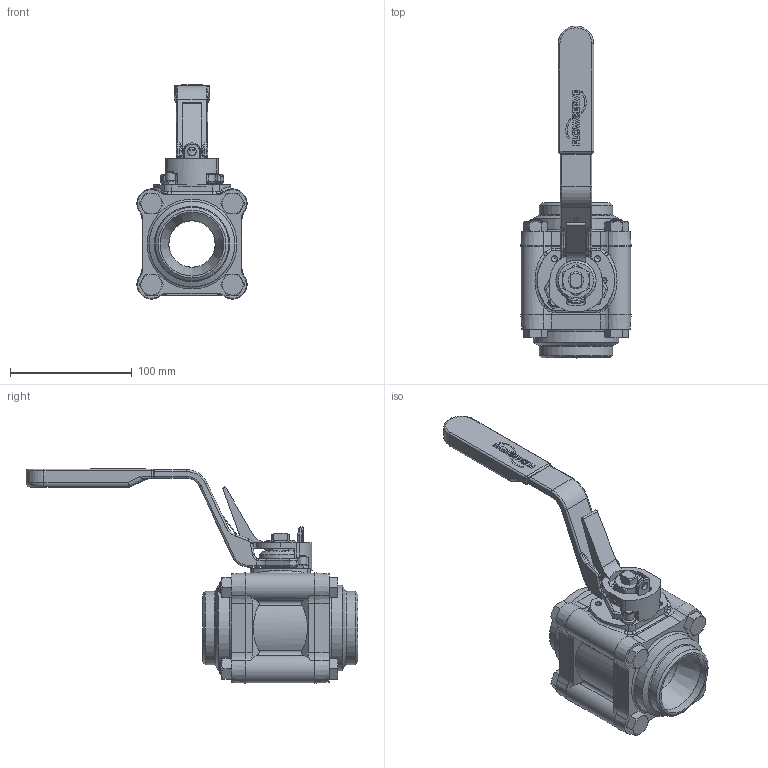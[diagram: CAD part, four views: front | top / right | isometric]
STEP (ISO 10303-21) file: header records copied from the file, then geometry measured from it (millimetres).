
FILE_DESCRIPTION(/* description */ (''),/* implementation_level */ '2;1');
FILE_NAME(/* name */ 'GA-A44-20-BWA-LW-A-1.stp',/* time_stamp */ '2020-10-15T14:35:18+01:00',/* author */ ('jaday'),/* organization */ (''),/* preprocessor_version */ 'ST-DEVELOPER v16.1',/* originating_system */ 'Autodesk Inventor 2016',/* authorisation */ '');
FILE_SCHEMA (('AUTOMOTIVE_DESIGN { 1 0 10303 214 3 1 1 }'));
Length unit declared in the file: millimetre
Products named in the file (15): GA-B04420-16254-A-1; GA-B04420-27100-A-1; GA-A44-15-STEM-BUILD-A-1; B00015-06002-A-1; GA-B00015-52001-A-1; M10-8-090-110-A-1; M10-8-000-360-A-1; B51915-01065-B-1; B51915-01069-B-1; GA-B00015-60144-A-1; GA-B00005-42007-A-1; C51915-01065-B-1; GA-B00005-60130-A-1; B00015-34000-A-1; GA-A44-20-BWA-LW-A-1
Assembly tree (22 placements, depth 3):
  GA-A44-20-BWA-LW-A-1
    GA-B04420-16254-A-1
    GA-B04420-27100-A-1  x2
    GA-A44-15-STEM-BUILD-A-1
    B00015-06002-A-1  x2
    GA-B00015-52001-A-1
    M10-8-090-110-A-1  x4
    M10-8-000-360-A-1  x4
    C51915-01065-B-1
      B51915-01065-B-1
      B51915-01069-B-1
      GA-B00015-60144-A-1
      GA-B00005-42007-A-1
    GA-B00005-60130-A-1
    B00015-34000-A-1
Bounding box: 90.39 x 272.07 x 175.74 mm (x, y, z)
Volume: 661431.9 mm3; surface area: 167798.2 mm2
Topology: 21 solids, 21 shells, 888 faces, 2171 edges, 1339 vertices
Faces by surface type: plane 397, cylinder 241, cone 144, bspline 53, torus 45, sphere 8
Full cylindrical faces by diameter (mm): 0.8 x2, 3.393 x1, 4.045 x2, 4.4 x3, 4.917 x5, 6 x1, 7 x1, 7.925 x1, 8.376 x4, 10 x4, 10.5 x12, 12.751 x2, 14.288 x1, 19.89 x1, 27 x1, 30 x1, 35.085 x1, 37.97 x1, 38.165 x2, 52.475 x2, 60.325 x2, 70.35 x2, 80.2 x2
Entity records: 22996 total; most frequent: CARTESIAN_POINT 5940, DIRECTION 3529, ORIENTED_EDGE 3418, EDGE_CURVE 1709, AXIS2_PLACEMENT_3D 1303, VERTEX_POINT 1095, LINE 923, VECTOR 923
